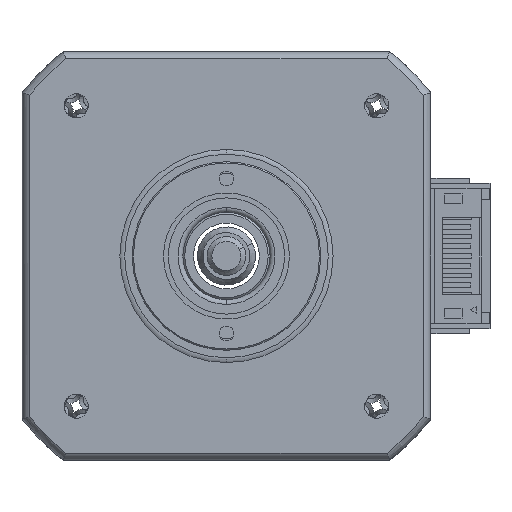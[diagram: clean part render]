
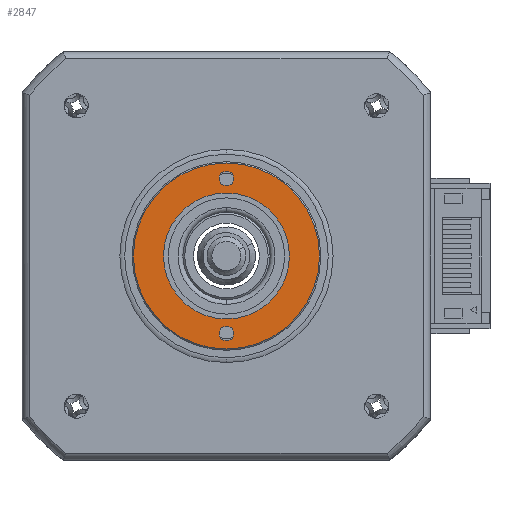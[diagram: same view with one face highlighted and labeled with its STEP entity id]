
A CAD part, left-side view. The second image highlights one B-rep face of the part: STEP entity #2847.
In plain terms, the highlighted planar face has unit normal (-1, 0, 0).
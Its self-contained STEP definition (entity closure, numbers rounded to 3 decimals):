
#114 = CIRCLE ( 'NONE', #8207, 9.6 ) ;
#389 = CARTESIAN_POINT ( 'NONE',  ( -26.423, 3.722, 40.3 ) ) ;
#397 = VERTEX_POINT ( 'NONE', #6255 ) ;
#402 = CIRCLE ( 'NONE', #9716, 0.75 ) ;
#505 = DIRECTION ( 'NONE',  ( 1., 0., 0. ) ) ;
#1120 = CARTESIAN_POINT ( 'NONE',  ( -26.423, 5.222, 56.3 ) ) ;
#1235 = CARTESIAN_POINT ( 'NONE',  ( -26.423, 4.472, 48.3 ) ) ;
#1721 = VERTEX_POINT ( 'NONE', #389 ) ;
#1854 = AXIS2_PLACEMENT_3D ( 'NONE', #4270, #11281, #5300 ) ;
#2117 = FACE_BOUND ( 'NONE', #7462, .T. ) ;
#2166 = DIRECTION ( 'NONE',  ( 1., 0., 0. ) ) ;
#2225 = DIRECTION ( 'NONE',  ( 0., 1., 0. ) ) ;
#2245 = CARTESIAN_POINT ( 'NONE',  ( -26.423, 5.222, 40.3 ) ) ;
#2446 = FACE_OUTER_BOUND ( 'NONE', #4888, .T. ) ;
#2693 = ORIENTED_EDGE ( 'NONE', *, *, #10566, .T. ) ;
#2847 = ADVANCED_FACE ( 'NONE', ( #2446, #2117, #12404, #7459 ), #8715, .F. ) ;
#3173 = ORIENTED_EDGE ( 'NONE', *, *, #8830, .T. ) ;
#3285 = CARTESIAN_POINT ( 'NONE',  ( -26.423, 4.472, 48.3 ) ) ;
#3915 = DIRECTION ( 'NONE',  ( 1., 0., 0. ) ) ;
#3961 = ORIENTED_EDGE ( 'NONE', *, *, #11887, .T. ) ;
#4090 = CARTESIAN_POINT ( 'NONE',  ( -26.423, -5.128, 48.3 ) ) ;
#4220 = EDGE_CURVE ( 'NONE', #9280, #5756, #6316, .T. ) ;
#4267 = DIRECTION ( 'NONE',  ( 0., 1., 0. ) ) ;
#4270 = CARTESIAN_POINT ( 'NONE',  ( -26.423, 4.472, 56.3 ) ) ;
#4429 = EDGE_CURVE ( 'NONE', #7037, #397, #11446, .T. ) ;
#4540 = AXIS2_PLACEMENT_3D ( 'NONE', #1235, #8222, #2225 ) ;
#4627 = ORIENTED_EDGE ( 'NONE', *, *, #5978, .T. ) ;
#4784 = CARTESIAN_POINT ( 'NONE',  ( -26.423, 4.472, 56.3 ) ) ;
#4888 = EDGE_LOOP ( 'NONE', ( #4627, #5418 ) ) ;
#5013 = VERTEX_POINT ( 'NONE', #2245 ) ;
#5056 = AXIS2_PLACEMENT_3D ( 'NONE', #8165, #2166, #9185 ) ;
#5300 = DIRECTION ( 'NONE',  ( 0., 1., 0. ) ) ;
#5390 = CARTESIAN_POINT ( 'NONE',  ( -26.423, 4.472, 40.3 ) ) ;
#5418 = ORIENTED_EDGE ( 'NONE', *, *, #4220, .T. ) ;
#5756 = VERTEX_POINT ( 'NONE', #6636 ) ;
#5776 = DIRECTION ( 'NONE',  ( 0., 1., 0. ) ) ;
#5872 = AXIS2_PLACEMENT_3D ( 'NONE', #5390, #12337, #6402 ) ;
#5978 = EDGE_CURVE ( 'NONE', #5756, #9280, #114, .T. ) ;
#6217 = CIRCLE ( 'NONE', #12044, 0.75 ) ;
#6255 = CARTESIAN_POINT ( 'NONE',  ( -26.423, -2.028, 48.3 ) ) ;
#6316 = CIRCLE ( 'NONE', #4540, 9.6 ) ;
#6402 = DIRECTION ( 'NONE',  ( 0., 1., 0. ) ) ;
#6495 = CARTESIAN_POINT ( 'NONE',  ( -26.423, 4.472, 48.3 ) ) ;
#6601 = VERTEX_POINT ( 'NONE', #9035 ) ;
#6636 = CARTESIAN_POINT ( 'NONE',  ( -26.423, 14.072, 48.3 ) ) ;
#6780 = CARTESIAN_POINT ( 'NONE',  ( -26.423, 10.972, 48.3 ) ) ;
#6821 = EDGE_CURVE ( 'NONE', #1721, #5013, #9997, .T. ) ;
#6822 = AXIS2_PLACEMENT_3D ( 'NONE', #6495, #505, #7516 ) ;
#7037 = VERTEX_POINT ( 'NONE', #6780 ) ;
#7459 = FACE_BOUND ( 'NONE', #12667, .T. ) ;
#7462 = EDGE_LOOP ( 'NONE', ( #7926, #12866 ) ) ;
#7516 = DIRECTION ( 'NONE',  ( 0., 1., 0. ) ) ;
#7926 = ORIENTED_EDGE ( 'NONE', *, *, #9723, .T. ) ;
#8165 = CARTESIAN_POINT ( 'NONE',  ( -26.423, 4.472, 48.3 ) ) ;
#8207 = AXIS2_PLACEMENT_3D ( 'NONE', #3285, #10286, #4267 ) ;
#8222 = DIRECTION ( 'NONE',  ( -1., 0., 0. ) ) ;
#8366 = EDGE_LOOP ( 'NONE', ( #2693, #3173 ) ) ;
#8406 = VERTEX_POINT ( 'NONE', #1120 ) ;
#8592 = CIRCLE ( 'NONE', #1854, 0.75 ) ;
#8715 = PLANE ( 'NONE',  #11269 ) ;
#8830 = EDGE_CURVE ( 'NONE', #6601, #8406, #8592, .T. ) ;
#8967 = DIRECTION ( 'NONE',  ( 1., 0., 0. ) ) ;
#9035 = CARTESIAN_POINT ( 'NONE',  ( -26.423, 3.722, 56.3 ) ) ;
#9185 = DIRECTION ( 'NONE',  ( 0., 1., 0. ) ) ;
#9280 = VERTEX_POINT ( 'NONE', #4090 ) ;
#9716 = AXIS2_PLACEMENT_3D ( 'NONE', #4784, #11745, #5776 ) ;
#9723 = EDGE_CURVE ( 'NONE', #5013, #1721, #6217, .T. ) ;
#9782 = CARTESIAN_POINT ( 'NONE',  ( -26.423, 4.472, 48.3 ) ) ;
#9916 = CARTESIAN_POINT ( 'NONE',  ( -26.423, 4.472, 40.3 ) ) ;
#9997 = CIRCLE ( 'NONE', #5872, 0.75 ) ;
#10286 = DIRECTION ( 'NONE',  ( -1., 0., 0. ) ) ;
#10566 = EDGE_CURVE ( 'NONE', #8406, #6601, #402, .T. ) ;
#10854 = ORIENTED_EDGE ( 'NONE', *, *, #4429, .T. ) ;
#10913 = DIRECTION ( 'NONE',  ( 0., 1., 0. ) ) ;
#11269 = AXIS2_PLACEMENT_3D ( 'NONE', #9782, #8967, #11570 ) ;
#11281 = DIRECTION ( 'NONE',  ( 1., 0., 0. ) ) ;
#11446 = CIRCLE ( 'NONE', #5056, 6.5 ) ;
#11570 = DIRECTION ( 'NONE',  ( 0., 1., 0. ) ) ;
#11745 = DIRECTION ( 'NONE',  ( 1., 0., 0. ) ) ;
#11782 = CIRCLE ( 'NONE', #6822, 6.5 ) ;
#11887 = EDGE_CURVE ( 'NONE', #397, #7037, #11782, .T. ) ;
#12044 = AXIS2_PLACEMENT_3D ( 'NONE', #9916, #3915, #10913 ) ;
#12337 = DIRECTION ( 'NONE',  ( 1., 0., 0. ) ) ;
#12404 = FACE_BOUND ( 'NONE', #8366, .T. ) ;
#12667 = EDGE_LOOP ( 'NONE', ( #3961, #10854 ) ) ;
#12866 = ORIENTED_EDGE ( 'NONE', *, *, #6821, .T. ) ;
